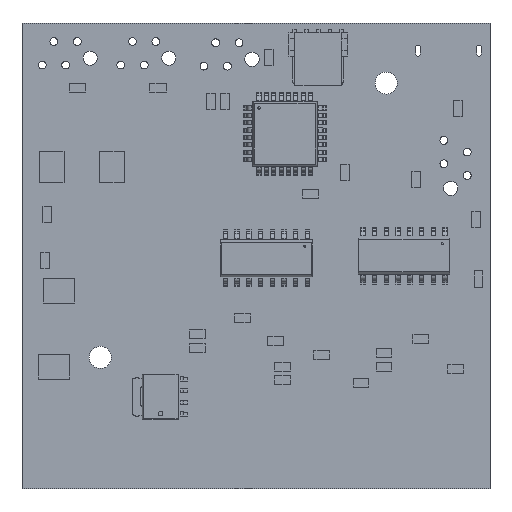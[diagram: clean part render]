
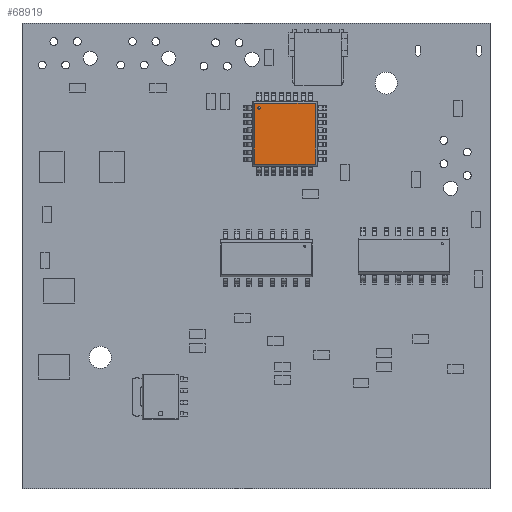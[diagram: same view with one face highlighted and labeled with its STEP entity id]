
A CAD part, top view. The second image highlights one B-rep face of the part: STEP entity #68919.
In plain terms, the highlighted planar face has unit normal (0, 0, 1).
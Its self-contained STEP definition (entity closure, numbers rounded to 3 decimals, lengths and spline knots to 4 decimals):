
#68919 = ADVANCED_FACE('',(#68920),#68954,.T.);
#68920 = FACE_BOUND('',#68921,.T.);
#68921 = EDGE_LOOP('',(#68922,#68932,#68940,#68948));
#68922 = ORIENTED_EDGE('',*,*,#68923,.F.);
#68923 = EDGE_CURVE('',#68924,#68926,#68928,.T.);
#68924 = VERTEX_POINT('',#68925);
#68925 = CARTESIAN_POINT('',(31.802,35.198,1.6));
#68926 = VERTEX_POINT('',#68927);
#68927 = CARTESIAN_POINT('',(25.198,35.198,1.6));
#68928 = LINE('',#68929,#68930);
#68929 = CARTESIAN_POINT('',(31.802,35.198,1.6));
#68930 = VECTOR('',#68931,1.);
#68931 = DIRECTION('',(-1.,0.,0.));
#68932 = ORIENTED_EDGE('',*,*,#68933,.F.);
#68933 = EDGE_CURVE('',#68934,#68924,#68936,.T.);
#68934 = VERTEX_POINT('',#68935);
#68935 = CARTESIAN_POINT('',(31.802,41.802,1.6));
#68936 = LINE('',#68937,#68938);
#68937 = CARTESIAN_POINT('',(31.802,41.802,1.6));
#68938 = VECTOR('',#68939,1.);
#68939 = DIRECTION('',(0.,-1.,0.));
#68940 = ORIENTED_EDGE('',*,*,#68941,.F.);
#68941 = EDGE_CURVE('',#68942,#68934,#68944,.T.);
#68942 = VERTEX_POINT('',#68943);
#68943 = CARTESIAN_POINT('',(25.198,41.802,1.6));
#68944 = LINE('',#68945,#68946);
#68945 = CARTESIAN_POINT('',(25.198,41.802,1.6));
#68946 = VECTOR('',#68947,1.);
#68947 = DIRECTION('',(1.,0.,0.));
#68948 = ORIENTED_EDGE('',*,*,#68949,.F.);
#68949 = EDGE_CURVE('',#68926,#68942,#68950,.T.);
#68950 = LINE('',#68951,#68952);
#68951 = CARTESIAN_POINT('',(25.198,35.198,1.6));
#68952 = VECTOR('',#68953,1.);
#68953 = DIRECTION('',(0.,1.,0.));
#68954 = PLANE('',#68955);
#68955 = AXIS2_PLACEMENT_3D('',#68956,#68957,#68958);
#68956 = CARTESIAN_POINT('',(25.198,35.198,1.6));
#68957 = DIRECTION('',(0.,0.,1.));
#68958 = DIRECTION('',(0.,1.,0.));
